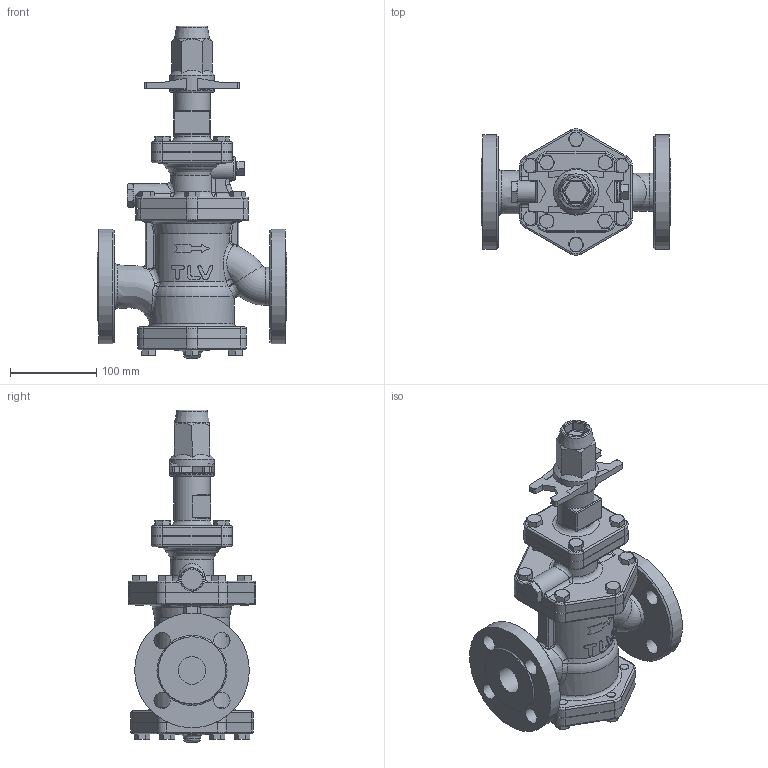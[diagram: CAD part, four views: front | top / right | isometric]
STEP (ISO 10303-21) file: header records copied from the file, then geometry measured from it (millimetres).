
FILE_DESCRIPTION((''),'2;1');
FILE_NAME('csr3x-032-a0250-00.stp','2010-06-24T09:41:41',('nakaot'),(''),'Autodesk Inventor 2008','Autodesk Inventor 2008','');
FILE_SCHEMA(('AUTOMOTIVE_DESIGN { 1 0 10303 214 1 1 1 1 }'));
Length unit declared in the file: millimetre
Products named in the file (1): csr3x-032-a0250-00
Bounding box: 220 x 147.34 x 385 mm (x, y, z)
Volume: 2783227 mm3; surface area: 302836 mm2
Topology: 1 solids, 1 shells, 818 faces, 1988 edges, 1219 vertices
Faces by surface type: plane 288, cylinder 186, bspline 169, cone 122, torus 48, sphere 5
Full cylindrical faces by diameter (mm): 10 x32, 27 x1, 28 x1, 32 x2, 42 x1, 44 x1, 52 x1, 70 x1, 78 x1, 90 x2, 133 x2
Entity records: 45894 total; most frequent: CARTESIAN_POINT 28638, ORIENTED_EDGE 3690, DIRECTION 3305, EDGE_CURVE 1845, AXIS2_PLACEMENT_3D 1316, VERTEX_POINT 1178, EDGE_LOOP 1015, FACE_OUTER_BOUND 818
